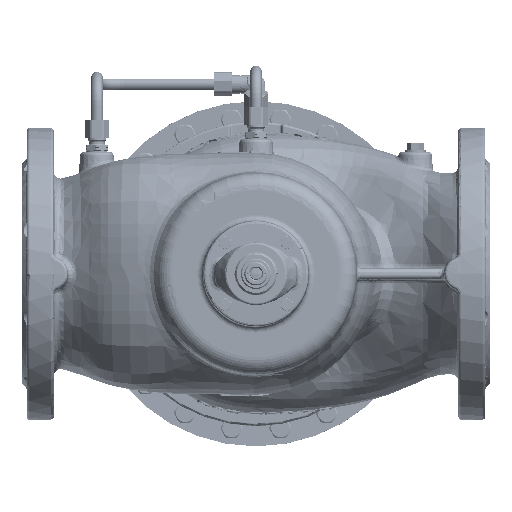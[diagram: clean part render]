
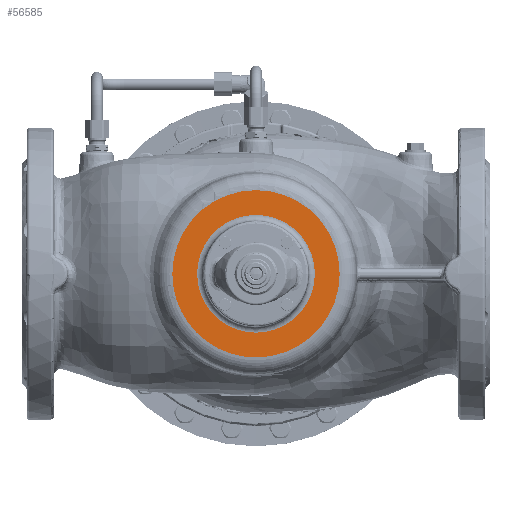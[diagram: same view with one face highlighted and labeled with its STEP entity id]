
A CAD part, front view. The second image highlights one B-rep face of the part: STEP entity #56585.
In plain terms, the highlighted planar face has unit normal (0, -1, 0).
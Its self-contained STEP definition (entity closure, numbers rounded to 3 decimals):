
#10572=CARTESIAN_POINT('',(0.,-143.,0.));
#10573=DIRECTION('',(0.,1.,0.));
#10574=DIRECTION('',(1.,0.,0.));
#10575=AXIS2_PLACEMENT_3D('',#10572,#10573,#10574);
#10577=CARTESIAN_POINT('',(0.,-143.,0.));
#10578=DIRECTION('',(0.,1.,0.));
#10579=DIRECTION('',(0.001,0.,-1.));
#10580=AXIS2_PLACEMENT_3D('',#10577,#10578,#10579);
#10582=CARTESIAN_POINT('',(0.,-143.,0.));
#10583=DIRECTION('',(0.,1.,0.));
#10584=DIRECTION('',(-1.,0.,0.003));
#10585=AXIS2_PLACEMENT_3D('',#10582,#10583,#10584);
#10587=CARTESIAN_POINT('',(0.,-143.,0.));
#10588=DIRECTION('',(0.,1.,0.));
#10589=DIRECTION('',(-0.001,0.,1.));
#10590=AXIS2_PLACEMENT_3D('',#10587,#10588,#10589);
#10592=CARTESIAN_POINT('',(0.,-143.,0.));
#10593=DIRECTION('',(0.,-1.,0.));
#10594=DIRECTION('',(-1.,0.,0.));
#10595=AXIS2_PLACEMENT_3D('',#10592,#10593,#10594);
#10597=CARTESIAN_POINT('',(0.,-143.,0.));
#10598=DIRECTION('',(0.,-1.,0.));
#10599=DIRECTION('',(1.,0.,0.));
#10600=AXIS2_PLACEMENT_3D('',#10597,#10598,#10599);
#26895=CARTESIAN_POINT('',(50.341,-143.,0.));
#26896=CARTESIAN_POINT('',(-50.341,-143.,0.));
#26897=VERTEX_POINT('',#26895);
#26898=VERTEX_POINT('',#26896);
#26899=CARTESIAN_POINT('',(0.106,-143.,-71.497));
#26900=CARTESIAN_POINT('',(-71.497,-143.,0.236));
#26901=VERTEX_POINT('',#26899);
#26902=VERTEX_POINT('',#26900);
#26903=CARTESIAN_POINT('',(71.498,-143.,0.));
#26904=VERTEX_POINT('',#26903);
#26905=CARTESIAN_POINT('',(-0.106,-143.,71.497));
#26906=VERTEX_POINT('',#26905);
#56569=CARTESIAN_POINT('',(0.,-143.,0.));
#56570=DIRECTION('',(0.,-1.,0.));
#56571=DIRECTION('',(-1.,0.,0.));
#56572=AXIS2_PLACEMENT_3D('',#56569,#56570,#56571);
#56573=PLANE('',#56572);
#56574=ORIENTED_EDGE('',*,*,#45732,.T.);
#56575=ORIENTED_EDGE('',*,*,#45730,.T.);
#56576=ORIENTED_EDGE('',*,*,#45708,.T.);
#56577=ORIENTED_EDGE('',*,*,#45706,.T.);
#56578=EDGE_LOOP('',(#56574,#56575,#56576,#56577));
#56579=FACE_OUTER_BOUND('',#56578,.F.);
#56581=ORIENTED_EDGE('',*,*,#56580,.T.);
#56582=ORIENTED_EDGE('',*,*,#56559,.T.);
#56583=EDGE_LOOP('',(#56581,#56582));
#56584=FACE_BOUND('',#56583,.F.);
#56585=ADVANCED_FACE('',(#56579,#56584),#56573,.T.);
#10576=CIRCLE('',#10575,71.498);
#10581=CIRCLE('',#10580,71.498);
#10586=CIRCLE('',#10585,71.498);
#10591=CIRCLE('',#10590,71.498);
#10596=CIRCLE('',#10595,50.341);
#10601=CIRCLE('',#10600,50.341);
#45706=EDGE_CURVE('',#26906,#26904,#10591,.T.);
#45708=EDGE_CURVE('',#26902,#26906,#10586,.T.);
#45730=EDGE_CURVE('',#26901,#26902,#10581,.T.);
#45732=EDGE_CURVE('',#26904,#26901,#10576,.T.);
#56559=EDGE_CURVE('',#26897,#26898,#10601,.T.);
#56580=EDGE_CURVE('',#26898,#26897,#10596,.T.);
